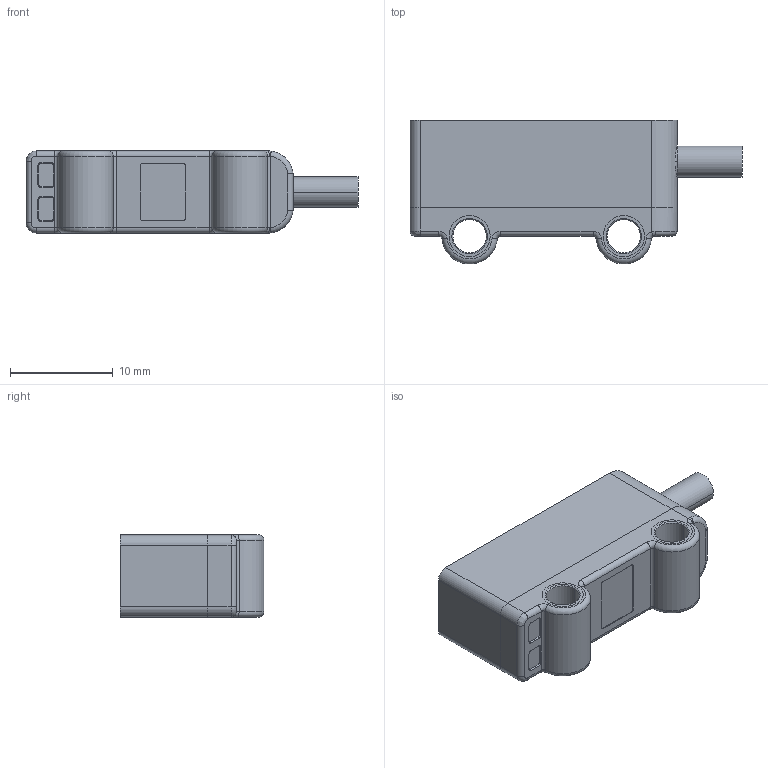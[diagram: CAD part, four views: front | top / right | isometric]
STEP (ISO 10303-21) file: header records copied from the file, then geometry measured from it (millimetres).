
FILE_DESCRIPTION((''),'2;1');
FILE_NAME('227191_ASM','2022-01-07T13:00:27',('PDMAdmin'),('BANNER ENGINEERING'),'CREO PARAMETRIC BY PTC INC, 2019292','CREO PARAMETRIC BY PTC INC, 2019292','');
FILE_SCHEMA(('CONFIG_CONTROL_DESIGN'));
Length unit declared in the file: millimetre
Products named in the file (8): 212109_SIMPLIFIED; 116055; 212109_SIMPLIFIED_ASM; 217571_SIMPLIFIED; Q2X_MAF_CABLE; 212104; 212113; 227191_ASM
Assembly tree (8 placements, depth 3):
  227191_ASM
    212109_SIMPLIFIED_ASM
      212109_SIMPLIFIED
      116055  x2
    217571_SIMPLIFIED
    Q2X_MAF_CABLE
    212104
    212113
Bounding box: 32.3 x 13.99 x 8 mm (x, y, z)
Volume: 1349.8 mm3; surface area: 2918 mm2
Topology: 7 solids, 7 shells, 205 faces, 494 edges, 304 vertices
Faces by surface type: cylinder 63, plane 60, torus 35, cone 32, bspline 15
Entity records: 6360 total; most frequent: CARTESIAN_POINT 1904, DIRECTION 966, ORIENTED_EDGE 868, EDGE_CURVE 434, AXIS2_PLACEMENT_3D 383, VERTEX_POINT 268, VECTOR 200, LINE 200
